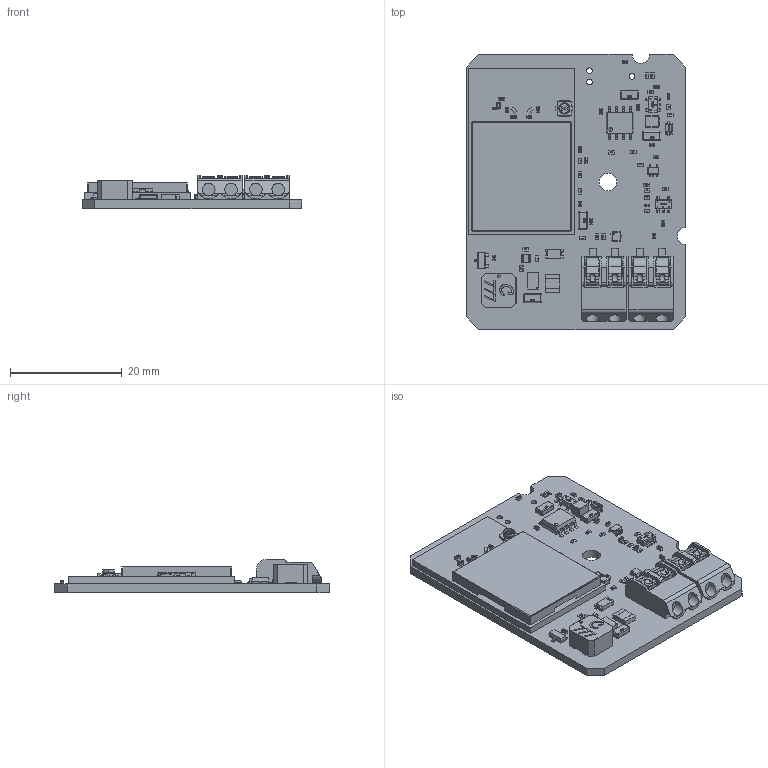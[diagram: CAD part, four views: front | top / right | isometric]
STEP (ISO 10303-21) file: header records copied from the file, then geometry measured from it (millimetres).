
FILE_DESCRIPTION (( 'STEP AP203' ), '1' );
FILE_NAME ('120-014002-000-A001-3DMODEL.STEP', '2016-07-20T19:39:16', ( 'setup' ), ( '' ), 'SwSTEP 2.0', 'SolidWorks 2016', '' );
FILE_SCHEMA (( 'CONFIG_CONTROL_DESIGN' ));
Products named in the file (1): 120-014002-000-A001-3DMODEL
Bounding box: 39.37 x 49.28 x 5.99 mm (x, y, z)
Surface area: 8590.6 mm2 (no closed solid volume)
Topology: 0 solids, 286 shells, 8374 faces, 21006 edges, 13109 vertices
Faces by surface type: plane 4378, bspline 2281, cylinder 1513, sphere 188, cone 10, torus 4
Entity records: 339810 total; most frequent: CARTESIAN_POINT 156237, ORIENTED_EDGE 40937, DIRECTION 31597, EDGE_CURVE 20515, LINE 13463, VECTOR 13463, VERTEX_POINT 13109, AXIS2_PLACEMENT_3D 9067
